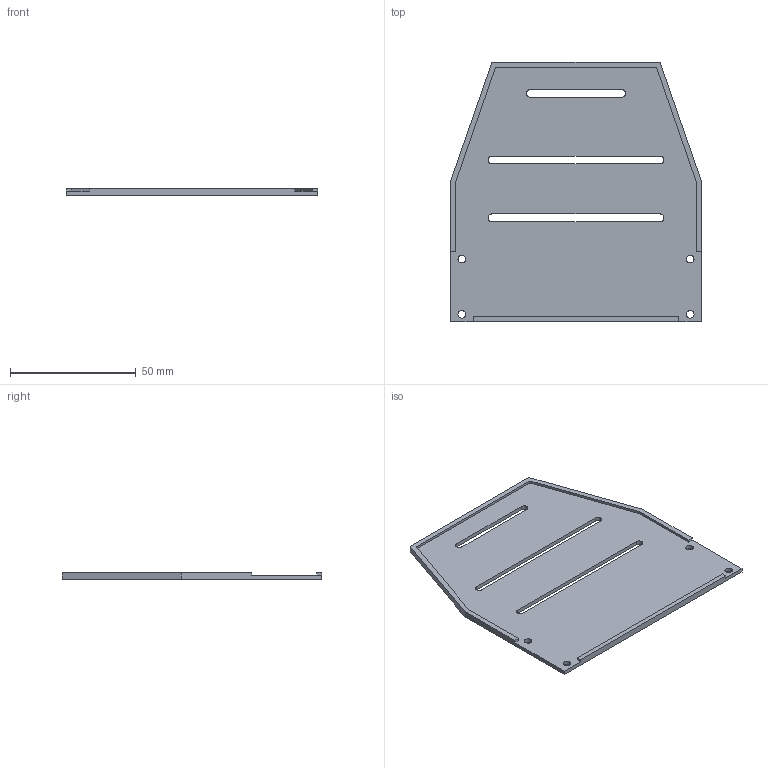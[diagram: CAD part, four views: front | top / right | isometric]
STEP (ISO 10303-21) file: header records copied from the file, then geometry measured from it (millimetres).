
FILE_DESCRIPTION (( 'STEP AP203' ), '1' );
FILE_NAME ('base19_11.STEP', '2025-11-19T11:09:00', ( '' ), ( '' ), 'SwSTEP 2.0', 'SolidWorks 2025', '' );
FILE_SCHEMA (( 'CONFIG_CONTROL_DESIGN' ));
Length unit declared in the file: millimetre
Products named in the file (1): base19_11
Bounding box: 100 x 103.5 x 2.6 mm (x, y, z)
Volume: 15011.7 mm3; surface area: 19880.5 mm2
Topology: 1 solids, 1 shells, 49 faces, 141 edges, 94 vertices
Faces by surface type: plane 30, cylinder 19
Entity records: 1718 total; most frequent: CARTESIAN_POINT 285, ORIENTED_EDGE 282, DIRECTION 279, EDGE_CURVE 141, VECTOR 103, LINE 103, VERTEX_POINT 94, AXIS2_PLACEMENT_3D 88
